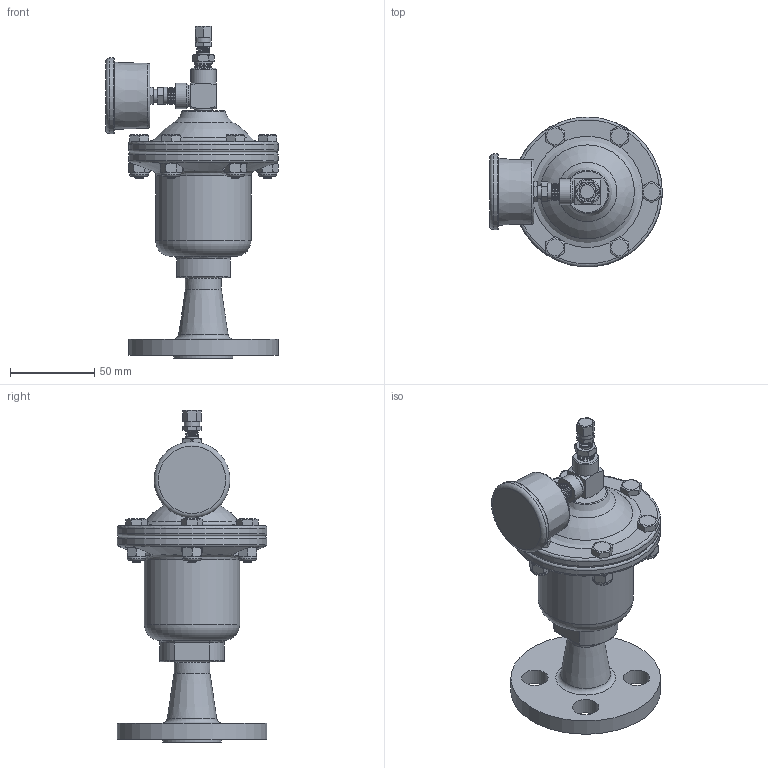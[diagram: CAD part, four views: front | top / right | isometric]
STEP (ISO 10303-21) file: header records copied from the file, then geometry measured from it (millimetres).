
FILE_DESCRIPTION((''),'2;1');
FILE_NAME('APIF-ALLOY-WN_R0.ipt.stp','2017-07-10T09:51:53',(''),(''),'Autodesk Inventor 2009','Autodesk Inventor 2009','');
FILE_SCHEMA(('AUTOMOTIVE_DESIGN { 1 0 10303 214 1 1 1 1 }'));
Length unit declared in the file: inch
Products named in the file (1): APIF-ALLOY-WN_R0
Bounding box: 102.6 x 88.9 x 197.19 mm (x, y, z)
Volume: 240952.8 mm3; surface area: 77689.2 mm2
Topology: 1 solids, 1 shells, 655 faces, 1616 edges, 999 vertices
Faces by surface type: bspline 237, plane 210, cone 117, cylinder 67, torus 23, sphere 1
Full cylindrical faces by diameter (mm): 7.62 x2, 9.349 x1, 10.287 x3, 11.176 x6, 12.7 x1, 15.24 x2, 15.748 x4, 15.799 x1, 21.336 x1, 35.052 x1, 45.085 x1, 50.292 x1, 56.642 x1, 61.214 x2, 88.9 x3
Entity records: 28123 total; most frequent: CARTESIAN_POINT 14803, ORIENTED_EDGE 2816, DIRECTION 2063, EDGE_CURVE 1408, VERTEX_POINT 961, EDGE_LOOP 869, AXIS2_PLACEMENT_3D 817, FACE_OUTER_BOUND 655
